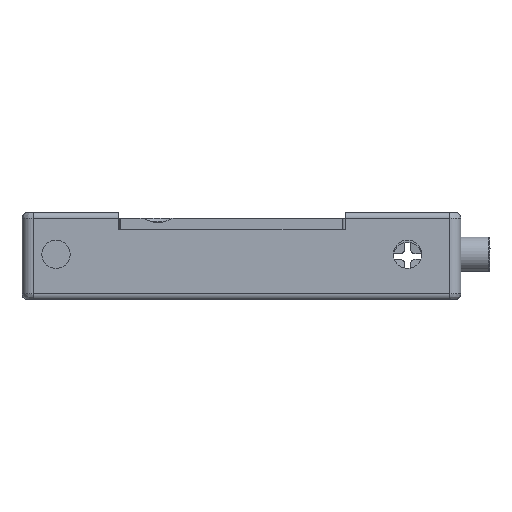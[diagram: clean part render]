
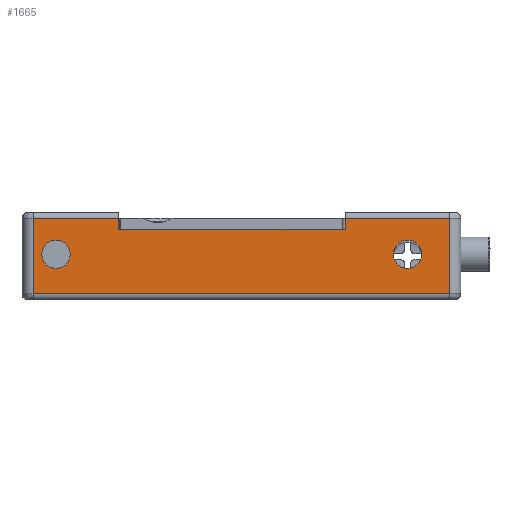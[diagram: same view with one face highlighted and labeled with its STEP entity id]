
A CAD part, front view. The second image highlights one B-rep face of the part: STEP entity #1665.
In plain terms, the highlighted planar face has unit normal (0, -1, 0).
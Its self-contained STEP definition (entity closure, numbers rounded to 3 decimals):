
#925 = AXIS2_PLACEMENT_3D ( 'NONE', #5283, #4592, #4573 ) ;
#1246 = VERTEX_POINT ( 'NONE', #1813 ) ;
#1374 = FACE_BOUND ( 'NONE', #10853, .T. ) ;
#1381 = ORIENTED_EDGE ( 'NONE', *, *, #7878, .F. ) ;
#1409 = DIRECTION ( 'NONE',  ( 1., 0., 0. ) ) ;
#1461 = CARTESIAN_POINT ( 'NONE',  ( -45.161, 163.639, 3.35 ) ) ;
#1484 = CARTESIAN_POINT ( 'NONE',  ( -45.161, 163.639, -3.35 ) ) ;
#1540 = LINE ( 'NONE', #8030, #12394 ) ;
#1570 = VERTEX_POINT ( 'NONE', #6866 ) ;
#1665 = ADVANCED_FACE ( 'NONE', ( #6361, #1374, #12555 ), #4625, .F. ) ;
#1813 = CARTESIAN_POINT ( 'NONE',  ( -8.461, 163.639, 3.35 ) ) ;
#1849 = EDGE_CURVE ( 'NONE', #13481, #1246, #10802, .T. ) ;
#2294 = VECTOR ( 'NONE', #9579, 1000. ) ;
#2325 = CARTESIAN_POINT ( 'NONE',  ( -17.661, 163.639, 3.35 ) ) ;
#2365 = CARTESIAN_POINT ( 'NONE',  ( -45.161, 163.639, 3.85 ) ) ;
#2664 = CARTESIAN_POINT ( 'NONE',  ( -12.161, 163.639, 0.15 ) ) ;
#2866 = VERTEX_POINT ( 'NONE', #9486 ) ;
#2878 = ORIENTED_EDGE ( 'NONE', *, *, #3557, .F. ) ;
#3094 = ORIENTED_EDGE ( 'NONE', *, *, #9396, .F. ) ;
#3165 = ORIENTED_EDGE ( 'NONE', *, *, #9301, .F. ) ;
#3245 = ORIENTED_EDGE ( 'NONE', *, *, #6012, .F. ) ;
#3283 = LINE ( 'NONE', #9415, #11689 ) ;
#3352 = EDGE_LOOP ( 'NONE', ( #2878 ) ) ;
#3493 = CARTESIAN_POINT ( 'NONE',  ( -45.161, 163.639, 3.35 ) ) ;
#3557 = EDGE_CURVE ( 'NONE', #11185, #11185, #12489, .T. ) ;
#3586 = CARTESIAN_POINT ( 'NONE',  ( -37.661, 163.639, 2.35 ) ) ;
#3763 = DIRECTION ( 'NONE',  ( 0., 0., -1. ) ) ;
#4495 = ORIENTED_EDGE ( 'NONE', *, *, #1849, .F. ) ;
#4527 = CARTESIAN_POINT ( 'NONE',  ( -45.161, 163.639, 3.35 ) ) ;
#4573 = DIRECTION ( 'NONE',  ( 0., 0., 1. ) ) ;
#4592 = DIRECTION ( 'NONE',  ( 0., 1., 0. ) ) ;
#4625 = PLANE ( 'NONE',  #925 ) ;
#4666 = CARTESIAN_POINT ( 'NONE',  ( -17.661, 163.639, 2.35 ) ) ;
#4750 = VERTEX_POINT ( 'NONE', #9790 ) ;
#5241 = VECTOR ( 'NONE', #1409, 1000. ) ;
#5283 = CARTESIAN_POINT ( 'NONE',  ( -45.161, 163.639, 3.85 ) ) ;
#5602 = DIRECTION ( 'NONE',  ( 1., 0., 0. ) ) ;
#5946 = AXIS2_PLACEMENT_3D ( 'NONE', #2664, #10057, #3763 ) ;
#6012 = EDGE_CURVE ( 'NONE', #1246, #4750, #3283, .T. ) ;
#6322 = DIRECTION ( 'NONE',  ( 0., 0., -1. ) ) ;
#6361 = FACE_OUTER_BOUND ( 'NONE', #12036, .T. ) ;
#6363 = DIRECTION ( 'NONE',  ( 0., -1., 0. ) ) ;
#6409 = CARTESIAN_POINT ( 'NONE',  ( -43.161, 163.639, 0.15 ) ) ;
#6612 = DIRECTION ( 'NONE',  ( 0., 0., 1. ) ) ;
#6642 = ORIENTED_EDGE ( 'NONE', *, *, #11466, .F. ) ;
#6681 = VECTOR ( 'NONE', #5602, 1000. ) ;
#6835 = CARTESIAN_POINT ( 'NONE',  ( -43.161, 163.639, -1.1 ) ) ;
#6866 = CARTESIAN_POINT ( 'NONE',  ( -37.661, 163.639, 3.35 ) ) ;
#7007 = LINE ( 'NONE', #4527, #6681 ) ;
#7400 = ORIENTED_EDGE ( 'NONE', *, *, #12134, .F. ) ;
#7878 = EDGE_CURVE ( 'NONE', #12580, #12580, #13110, .T. ) ;
#7923 = VECTOR ( 'NONE', #6612, 1000. ) ;
#7948 = LINE ( 'NONE', #8515, #2294 ) ;
#8030 = CARTESIAN_POINT ( 'NONE',  ( -37.661, 163.639, 3.85 ) ) ;
#8515 = CARTESIAN_POINT ( 'NONE',  ( -45.161, 163.639, 2.35 ) ) ;
#8843 = DIRECTION ( 'NONE',  ( 0., 0., 1. ) ) ;
#8937 = EDGE_CURVE ( 'NONE', #1570, #12458, #1540, .T. ) ;
#9128 = LINE ( 'NONE', #4666, #9450 ) ;
#9172 = ORIENTED_EDGE ( 'NONE', *, *, #13505, .F. ) ;
#9301 = EDGE_CURVE ( 'NONE', #12393, #1570, #7007, .T. ) ;
#9371 = DIRECTION ( 'NONE',  ( 0., 0., -1. ) ) ;
#9396 = EDGE_CURVE ( 'NONE', #2866, #13481, #9128, .T. ) ;
#9415 = CARTESIAN_POINT ( 'NONE',  ( -8.461, 163.639, 3.85 ) ) ;
#9450 = VECTOR ( 'NONE', #8843, 1000. ) ;
#9486 = CARTESIAN_POINT ( 'NONE',  ( -17.661, 163.639, 2.35 ) ) ;
#9579 = DIRECTION ( 'NONE',  ( 1., 0., 0. ) ) ;
#9790 = CARTESIAN_POINT ( 'NONE',  ( -8.461, 163.639, -3.35 ) ) ;
#10057 = DIRECTION ( 'NONE',  ( 0., -1., 0. ) ) ;
#10356 = LINE ( 'NONE', #2365, #7923 ) ;
#10802 = LINE ( 'NONE', #1461, #5241 ) ;
#10853 = EDGE_LOOP ( 'NONE', ( #1381 ) ) ;
#11185 = VERTEX_POINT ( 'NONE', #6835 ) ;
#11191 = AXIS2_PLACEMENT_3D ( 'NONE', #6409, #6363, #6322 ) ;
#11217 = VERTEX_POINT ( 'NONE', #12479 ) ;
#11242 = ORIENTED_EDGE ( 'NONE', *, *, #8937, .F. ) ;
#11466 = EDGE_CURVE ( 'NONE', #4750, #11217, #12837, .T. ) ;
#11689 = VECTOR ( 'NONE', #9371, 1000. ) ;
#12024 = DIRECTION ( 'NONE',  ( -1., 0., 0. ) ) ;
#12036 = EDGE_LOOP ( 'NONE', ( #6642, #3245, #4495, #3094, #7400, #11242, #3165, #9172 ) ) ;
#12087 = CARTESIAN_POINT ( 'NONE',  ( -12.161, 163.639, -1.1 ) ) ;
#12134 = EDGE_CURVE ( 'NONE', #12458, #2866, #7948, .T. ) ;
#12212 = DIRECTION ( 'NONE',  ( 0., 0., -1. ) ) ;
#12393 = VERTEX_POINT ( 'NONE', #3493 ) ;
#12394 = VECTOR ( 'NONE', #12212, 1000. ) ;
#12458 = VERTEX_POINT ( 'NONE', #3586 ) ;
#12479 = CARTESIAN_POINT ( 'NONE',  ( -45.161, 163.639, -3.35 ) ) ;
#12489 = CIRCLE ( 'NONE', #11191, 1.25 ) ;
#12555 = FACE_BOUND ( 'NONE', #3352, .T. ) ;
#12580 = VERTEX_POINT ( 'NONE', #12087 ) ;
#12837 = LINE ( 'NONE', #1484, #13158 ) ;
#13110 = CIRCLE ( 'NONE', #5946, 1.25 ) ;
#13158 = VECTOR ( 'NONE', #12024, 1000. ) ;
#13481 = VERTEX_POINT ( 'NONE', #2325 ) ;
#13505 = EDGE_CURVE ( 'NONE', #11217, #12393, #10356, .T. ) ;
